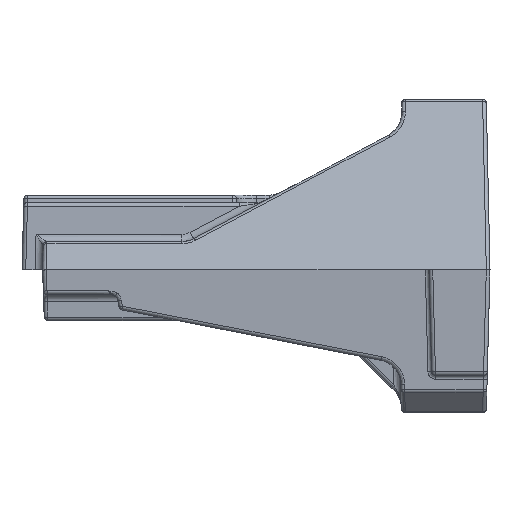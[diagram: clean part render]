
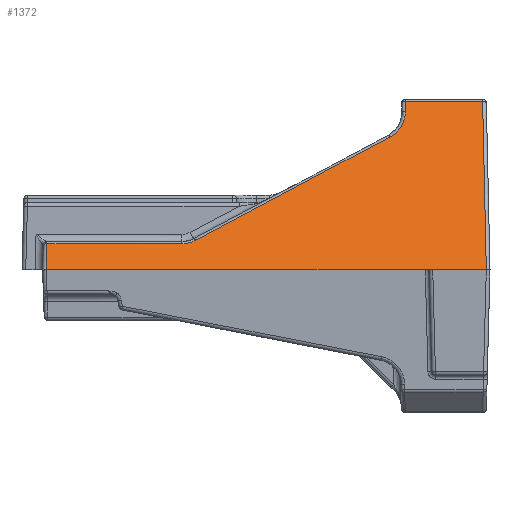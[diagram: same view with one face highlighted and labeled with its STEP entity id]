
A CAD part, left-side view. The second image highlights one B-rep face of the part: STEP entity #1372.
In plain terms, the highlighted planar face has unit normal (-0.909, 0, 0.416).
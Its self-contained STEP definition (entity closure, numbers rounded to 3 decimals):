
#506=B_SPLINE_CURVE_WITH_KNOTS('',3,(#14192,#14193,#14194,#14195),
 .UNSPECIFIED.,.F.,.F.,(4,4),(0.,1.),.UNSPECIFIED.);
#518=B_SPLINE_CURVE_WITH_KNOTS('',3,(#14600,#14601,#14602,#14603,#14604),
 .UNSPECIFIED.,.F.,.F.,(4,1,4),(0.,0.5,1.),.UNSPECIFIED.);
#519=B_SPLINE_CURVE_WITH_KNOTS('',3,(#14626,#14627,#14628,#14629,#14630,
#14631,#14632,#14633),.UNSPECIFIED.,.F.,.F.,(4,2,2,4),(0.,0.251,
0.502,1.),.UNSPECIFIED.);
#1372=ADVANCED_FACE('',(#1861),#1464,.F.);
#1464=PLANE('',#6860);
#1861=FACE_OUTER_BOUND('',#2278,.T.);
#2278=EDGE_LOOP('',(#4026,#4027,#4028,#4029,#4030,#4031,#4032,#4033,#4034,
#4035,#4036));
#4026=ORIENTED_EDGE('',*,*,#5545,.F.);
#4027=ORIENTED_EDGE('',*,*,#5543,.F.);
#4028=ORIENTED_EDGE('',*,*,#5541,.F.);
#4029=ORIENTED_EDGE('',*,*,#5548,.F.);
#4030=ORIENTED_EDGE('',*,*,#5549,.F.);
#4031=ORIENTED_EDGE('',*,*,#5494,.F.);
#4032=ORIENTED_EDGE('',*,*,#5518,.F.);
#4033=ORIENTED_EDGE('',*,*,#5521,.F.);
#4034=ORIENTED_EDGE('',*,*,#5523,.F.);
#4035=ORIENTED_EDGE('',*,*,#5526,.F.);
#4036=ORIENTED_EDGE('',*,*,#5547,.F.);
#4619=VERTEX_POINT('',#14185);
#4622=VERTEX_POINT('',#14191);
#4631=VERTEX_POINT('',#14474);
#4632=VERTEX_POINT('',#14488);
#4633=VERTEX_POINT('',#14492);
#4634=VERTEX_POINT('',#14509);
#4641=VERTEX_POINT('',#14599);
#4642=VERTEX_POINT('',#14605);
#4643=VERTEX_POINT('',#14623);
#4644=VERTEX_POINT('',#14634);
#4645=VERTEX_POINT('',#14663);
#5494=EDGE_CURVE('',#4622,#4619,#506,.T.);
#5518=EDGE_CURVE('',#4631,#4622,#5935,.T.);
#5521=EDGE_CURVE('',#4632,#4631,#5936,.T.);
#5523=EDGE_CURVE('',#4633,#4632,#5937,.T.);
#5526=EDGE_CURVE('',#4634,#4633,#5938,.T.);
#5541=EDGE_CURVE('',#4641,#4642,#518,.T.);
#5543=EDGE_CURVE('',#4642,#4643,#5946,.T.);
#5545=EDGE_CURVE('',#4643,#4644,#519,.T.);
#5547=EDGE_CURVE('',#4644,#4634,#5947,.T.);
#5548=EDGE_CURVE('',#4645,#4641,#5948,.T.);
#5549=EDGE_CURVE('',#4619,#4645,#5949,.T.);
#5935=LINE('',#14475,#6316);
#5936=LINE('',#14489,#6317);
#5937=LINE('',#14493,#6318);
#5938=LINE('',#14510,#6319);
#5946=LINE('',#14622,#6327);
#5947=LINE('',#14660,#6328);
#5948=LINE('',#14662,#6329);
#5949=LINE('',#14664,#6330);
#6316=VECTOR('',#8207,1.);
#6317=VECTOR('',#8212,1.);
#6318=VECTOR('',#8217,1.);
#6319=VECTOR('',#8222,1.);
#6327=VECTOR('',#8252,1.);
#6328=VECTOR('',#8259,1.);
#6329=VECTOR('',#8262,1.);
#6330=VECTOR('',#8263,1.);
#6860=AXIS2_PLACEMENT_3D('',#14665,#8264,#8265);
#8207=DIRECTION('',(0.,1.,0.));
#8212=DIRECTION('',(0.,1.,0.));
#8217=DIRECTION('',(-0.416,-0.02,-0.909));
#8222=DIRECTION('',(0.,-1.,0.));
#8252=DIRECTION('',(0.21,-0.863,0.459));
#8259=DIRECTION('',(0.416,0.,0.909));
#8262=DIRECTION('',(0.,-1.,0.));
#8263=DIRECTION('',(0.416,-0.024,0.909));
#8264=DIRECTION('',(0.909,0.,-0.416));
#8265=DIRECTION('',(-0.416,0.,-0.909));
#14185=CARTESIAN_POINT('',(-91.4,-54.824,-22.6));
#14191=CARTESIAN_POINT('',(-91.4,-54.84,-22.6));
#14192=CARTESIAN_POINT('',(-91.4,-54.84,-22.6));
#14193=CARTESIAN_POINT('',(-91.4,-54.834,-22.6));
#14194=CARTESIAN_POINT('',(-91.4,-54.829,-22.6));
#14195=CARTESIAN_POINT('',(-91.4,-54.824,-22.6));
#14474=CARTESIAN_POINT('',(-91.4,-207.102,-22.6));
#14475=CARTESIAN_POINT('',(-91.4,-207.102,-22.6));
#14488=CARTESIAN_POINT('',(-91.4,-231.616,-22.6));
#14489=CARTESIAN_POINT('',(-91.4,-231.616,-22.6));
#14492=CARTESIAN_POINT('',(-60.401,-230.133,45.124));
#14493=CARTESIAN_POINT('',(-60.401,-230.133,45.124));
#14509=CARTESIAN_POINT('',(-60.401,-199.1,45.124));
#14510=CARTESIAN_POINT('',(-60.401,-199.1,45.124));
#14599=CARTESIAN_POINT('',(-86.583,-109.336,-12.076));
#14600=CARTESIAN_POINT('',(-86.583,-109.336,-12.076));
#14601=CARTESIAN_POINT('',(-86.583,-110.281,-12.076));
#14602=CARTESIAN_POINT('',(-86.475,-112.169,-11.841));
#14603=CARTESIAN_POINT('',(-86.165,-113.921,-11.162));
#14604=CARTESIAN_POINT('',(-85.967,-114.735,-10.73));
#14605=CARTESIAN_POINT('',(-85.967,-114.735,-10.73));
#14622=CARTESIAN_POINT('',(-85.967,-114.735,-10.73));
#14623=CARTESIAN_POINT('',(-66.919,-192.999,30.884));
#14626=CARTESIAN_POINT('',(-66.919,-192.999,30.884));
#14627=CARTESIAN_POINT('',(-66.685,-193.962,31.396));
#14628=CARTESIAN_POINT('',(-66.39,-194.84,32.04));
#14629=CARTESIAN_POINT('',(-65.714,-196.364,33.517));
#14630=CARTESIAN_POINT('',(-65.333,-197.012,34.349));
#14631=CARTESIAN_POINT('',(-64.112,-198.568,37.017));
#14632=CARTESIAN_POINT('',(-63.191,-199.1,39.029));
#14633=CARTESIAN_POINT('',(-62.271,-199.1,41.038));
#14634=CARTESIAN_POINT('',(-62.271,-199.1,41.038));
#14660=CARTESIAN_POINT('',(-62.271,-199.1,41.038));
#14662=CARTESIAN_POINT('',(-86.583,-55.1,-12.076));
#14663=CARTESIAN_POINT('',(-86.583,-55.1,-12.076));
#14664=CARTESIAN_POINT('',(-91.4,-54.824,-22.6));
#14665=CARTESIAN_POINT('',(-58.186,-233.7,49.964));
